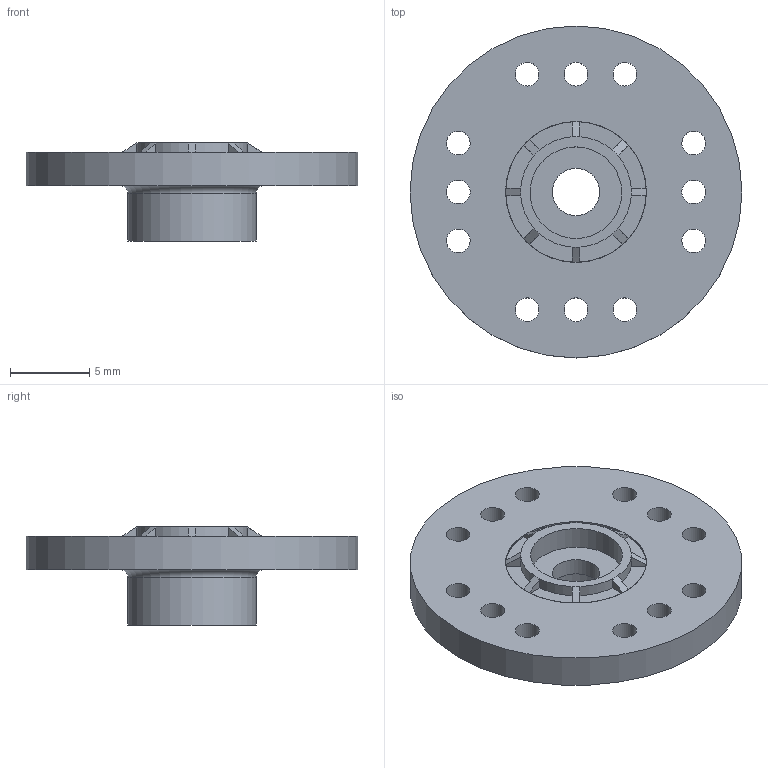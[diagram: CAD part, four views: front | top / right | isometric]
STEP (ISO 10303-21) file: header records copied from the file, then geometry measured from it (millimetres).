
FILE_DESCRIPTION(('FreeCAD Model'),'2;1');
FILE_NAME('Futaba3003-rounded-horn.stp', '2014-08-01T09:20:09',('FreeCAD'),('FreeCAD'), 'Open CASCADE STEP processor 6.7','FreeCAD','Unknown');
FILE_SCHEMA(('AUTOMOTIVE_DESIGN_CC2 { 1 2 10303 214 -1 1 5 4 }'));
Length unit declared in the file: millimetre
Products named in the file (1): final-model
Bounding box: 21 x 21 x 6.2 mm (x, y, z)
Volume: 757.1 mm3; surface area: 1097.7 mm2
Topology: 1 solids, 1 shells, 65 faces, 160 edges, 101 vertices
Faces by surface type: cylinder 33, plane 30, torus 1, cone 1
Full cylindrical faces by diameter (mm): 1.5 x12, 3 x1, 5.4 x1, 5.8 x1, 8.1 x1, 21 x1
Entity records: 4315 total; most frequent: CARTESIAN_POINT 1073, DIRECTION 628, ORIENTED_EDGE 320, PCURVE 320, DEFINITIONAL_REPRESENTATION 320, LINE 284, VECTOR 284, AXIS2_PLACEMENT_3D 160
